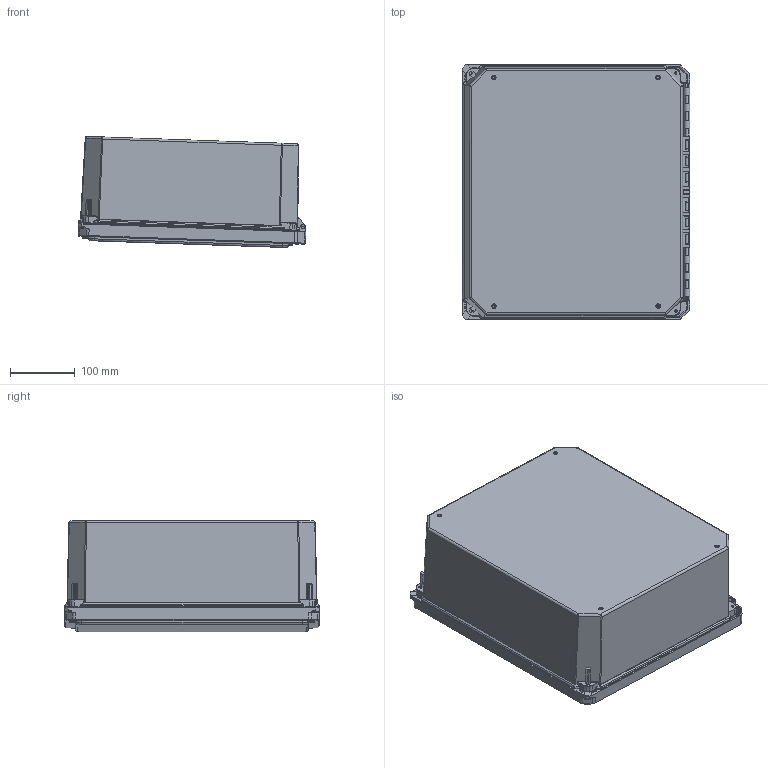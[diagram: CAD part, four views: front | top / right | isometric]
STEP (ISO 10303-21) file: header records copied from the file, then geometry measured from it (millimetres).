
FILE_DESCRIPTION (( 'STEP AP214' ), '1' );
FILE_NAME ('FR141206HW.STEP', '2021-10-07T15:18:45', ( '' ), ( '' ), 'SwSTEP 2.0', 'SolidWorks 2021', '' );
FILE_SCHEMA (( 'AUTOMOTIVE_DESIGN' ));
Length unit declared in the file: inch
Products named in the file (1): FR141206HW
Bounding box: 352.51 x 393.53 x 171.91 mm (x, y, z)
Volume: 1979612.5 mm3; surface area: 1035726.1 mm2
Topology: 23 solids, 23 shells, 2242 faces, 5664 edges, 3370 vertices
Faces by surface type: cylinder 894, plane 685, bspline 355, torus 189, cone 85, sphere 34
Entity records: 90449 total; most frequent: CARTESIAN_POINT 41168, ORIENTED_EDGE 11120, DIRECTION 8776, EDGE_CURVE 5560, VERTEX_POINT 3365, AXIS2_PLACEMENT_3D 3081, VECTOR 2614, LINE 2614
